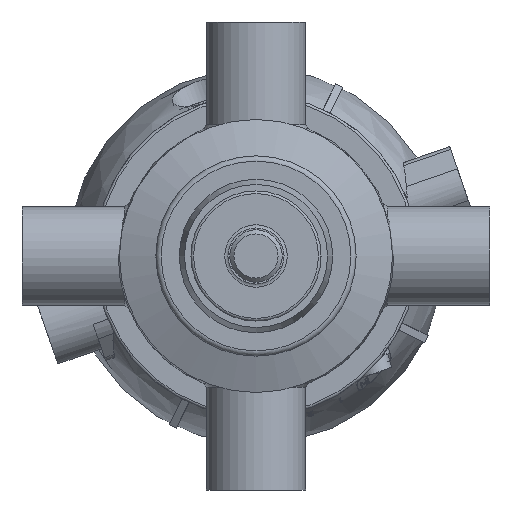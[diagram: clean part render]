
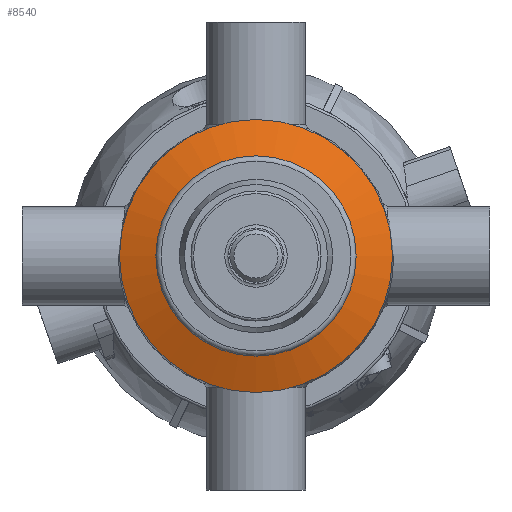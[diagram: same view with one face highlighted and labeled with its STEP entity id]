
A CAD part, front view. The second image highlights one B-rep face of the part: STEP entity #8540.
In plain terms, the highlighted conical face has half-angle 70 degrees and reference radius 45.5 mm.
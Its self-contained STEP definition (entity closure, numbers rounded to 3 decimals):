
#578=CONICAL_SURFACE('',#9796,45.5,1.222);
#1041=FACE_OUTER_BOUND('',#1572,.T.);
#1572=EDGE_LOOP('',(#7920,#7921,#7922,#7923,#7924,#7925));
#2254=CIRCLE('',#9794,38.5);
#2255=CIRCLE('',#9795,38.5);
#2256=CIRCLE('',#9797,52.5);
#2257=CIRCLE('',#9798,52.5);
#2850=LINE('',#16878,#3308);
#3308=VECTOR('',#12520,45.5);
#4151=VERTEX_POINT('',#16868);
#4152=VERTEX_POINT('',#16869);
#4153=VERTEX_POINT('',#16874);
#4154=VERTEX_POINT('',#16875);
#5413=EDGE_CURVE('',#4151,#4152,#2254,.T.);
#5414=EDGE_CURVE('',#4152,#4151,#2255,.T.);
#5416=EDGE_CURVE('',#4153,#4154,#2256,.T.);
#5417=EDGE_CURVE('',#4154,#4153,#2257,.T.);
#5418=EDGE_CURVE('',#4154,#4152,#2850,.T.);
#7920=ORIENTED_EDGE('',*,*,#5416,.F.);
#7921=ORIENTED_EDGE('',*,*,#5417,.F.);
#7922=ORIENTED_EDGE('',*,*,#5418,.T.);
#7923=ORIENTED_EDGE('',*,*,#5414,.T.);
#7924=ORIENTED_EDGE('',*,*,#5413,.T.);
#7925=ORIENTED_EDGE('',*,*,#5418,.F.);
#8540=ADVANCED_FACE('',(#1041),#578,.T.);
#9794=AXIS2_PLACEMENT_3D('',#16870,#12509,#12510);
#9795=AXIS2_PLACEMENT_3D('',#16871,#12511,#12512);
#9796=AXIS2_PLACEMENT_3D('',#16873,#12514,#12515);
#9797=AXIS2_PLACEMENT_3D('',#16876,#12516,#12517);
#9798=AXIS2_PLACEMENT_3D('',#16877,#12518,#12519);
#12509=DIRECTION('center_axis',(0.,1.,0.));
#12510=DIRECTION('ref_axis',(1.,0.,0.));
#12511=DIRECTION('center_axis',(0.,1.,0.));
#12512=DIRECTION('ref_axis',(1.,0.,0.));
#12514=DIRECTION('center_axis',(0.,1.,0.));
#12515=DIRECTION('ref_axis',(-1.,0.,0.));
#12516=DIRECTION('center_axis',(0.,1.,0.));
#12517=DIRECTION('ref_axis',(1.,0.,0.));
#12518=DIRECTION('center_axis',(0.,1.,0.));
#12519=DIRECTION('ref_axis',(1.,0.,0.));
#12520=DIRECTION('',(-0.94,-0.342,0.));
#16868=CARTESIAN_POINT('',(-38.5,74.904,0.));
#16869=CARTESIAN_POINT('',(38.5,74.904,0.));
#16870=CARTESIAN_POINT('Origin',(0.,74.904,
0.));
#16871=CARTESIAN_POINT('Origin',(0.,74.904,
0.));
#16873=CARTESIAN_POINT('Origin',(0.,77.452,
0.));
#16874=CARTESIAN_POINT('',(-52.5,80.,0.));
#16875=CARTESIAN_POINT('',(52.5,80.,0.));
#16876=CARTESIAN_POINT('Origin',(0.,80.,
0.));
#16877=CARTESIAN_POINT('Origin',(0.,80.,
0.));
#16878=CARTESIAN_POINT('',(45.5,77.452,0.));
